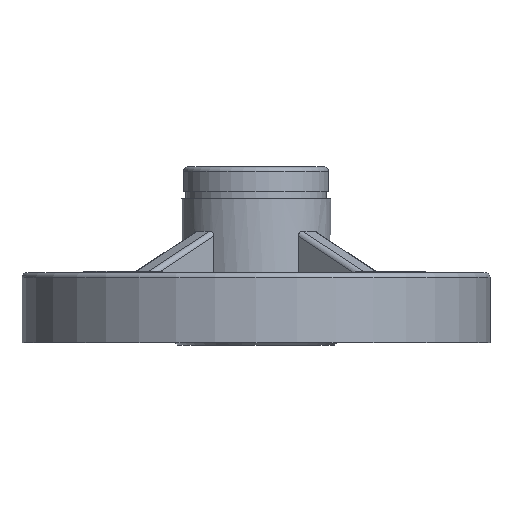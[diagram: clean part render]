
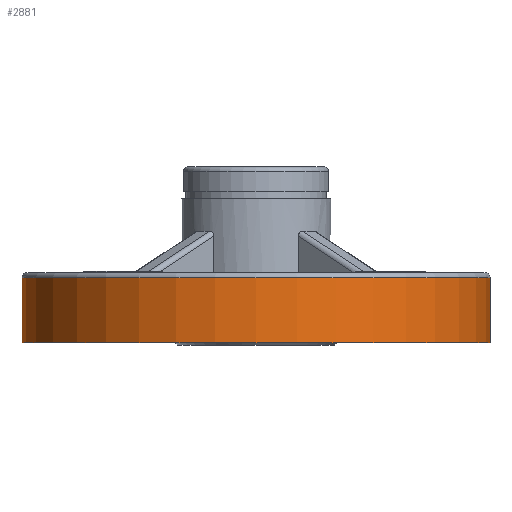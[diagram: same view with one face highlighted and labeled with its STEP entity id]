
A CAD part, front view. The second image highlights one B-rep face of the part: STEP entity #2881.
In plain terms, the highlighted cylindrical face has radius 47.5 mm (diameter 95 mm), a full revolution.
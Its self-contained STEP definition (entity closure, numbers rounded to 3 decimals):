
#2755=CYLINDRICAL_SURFACE('',#9557,47.5);
#2881=ADVANCED_FACE('',(#3715,#3716),#2755,.T.);
#3715=FACE_BOUND('',#3877,.T.);
#3716=FACE_BOUND('',#3878,.T.);
#3877=EDGE_LOOP('',(#4954));
#3878=EDGE_LOOP('',(#4955));
#4954=ORIENTED_EDGE('',*,*,#8426,.T.);
#4955=ORIENTED_EDGE('',*,*,#8427,.T.);
#7513=VERTEX_POINT('',#15914);
#7514=VERTEX_POINT('',#15916);
#8426=EDGE_CURVE('',#7513,#7513,#9328,.T.);
#8427=EDGE_CURVE('',#7514,#7514,#9329,.T.);
#9328=CIRCLE('',#9555,47.5);
#9329=CIRCLE('',#9556,47.5);
#9555=AXIS2_PLACEMENT_3D('',#15913,#10456,#10457);
#9556=AXIS2_PLACEMENT_3D('',#15915,#10458,#10459);
#9557=AXIS2_PLACEMENT_3D('',#15917,#10460,#10461);
#10456=DIRECTION('',(0.,0.,-1.));
#10457=DIRECTION('',(1.,0.,0.));
#10458=DIRECTION('',(0.,0.,1.));
#10459=DIRECTION('',(1.,0.,0.));
#10460=DIRECTION('',(0.,0.,1.));
#10461=DIRECTION('',(-1.,0.,0.));
#15913=CARTESIAN_POINT('',(-351.,-760.,13.2));
#15914=CARTESIAN_POINT('',(-303.5,-760.,13.2));
#15915=CARTESIAN_POINT('',(-351.,-760.,0.));
#15916=CARTESIAN_POINT('',(-303.5,-760.,0.));
#15917=CARTESIAN_POINT('',(-351.,-760.,0.));
